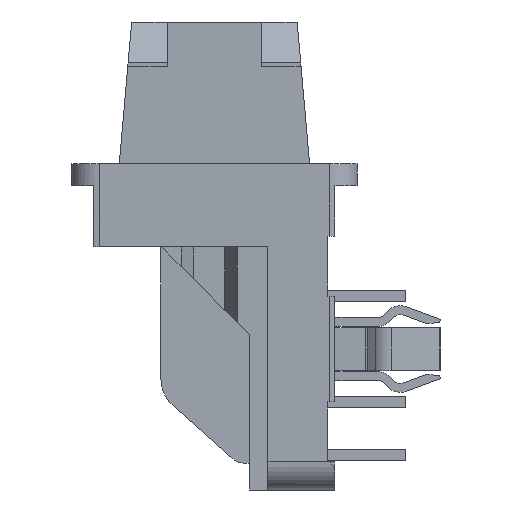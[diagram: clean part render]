
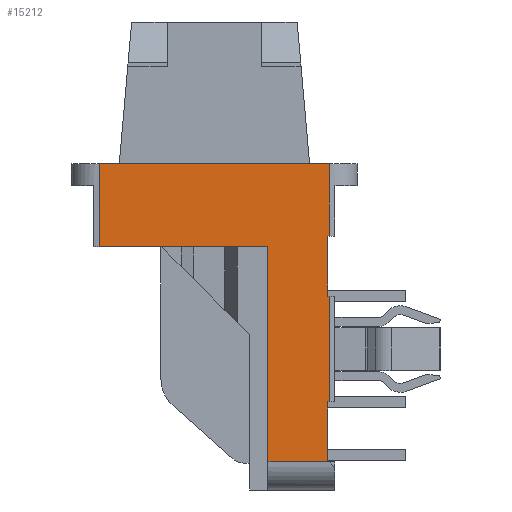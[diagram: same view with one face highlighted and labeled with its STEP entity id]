
A CAD part, left-side view. The second image highlights one B-rep face of the part: STEP entity #15212.
In plain terms, the highlighted planar face has unit normal (-1, 0, 0).
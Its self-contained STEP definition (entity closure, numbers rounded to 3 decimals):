
#72=DIRECTION('',(0.,1.,0.));
#73=VECTOR('',#72,6.071);
#74=CARTESIAN_POINT('',(-31.941,-1.93,-8.001));
#75=LINE('',#74,#73);
#76=DIRECTION('',(0.,0.,1.));
#77=VECTOR('',#76,2.997);
#78=CARTESIAN_POINT('',(-31.941,4.14,-8.001));
#79=LINE('',#78,#77);
#80=DIRECTION('',(0.,-1.,0.));
#81=VECTOR('',#80,8.28);
#82=CARTESIAN_POINT('',(-31.941,4.14,-5.004));
#83=LINE('',#82,#81);
#84=DIRECTION('',(0.,0.,1.));
#85=VECTOR('',#84,2.616);
#86=CARTESIAN_POINT('',(-31.941,-4.14,-7.62));
#87=LINE('',#86,#85);
#88=DIRECTION('',(0.,-1.,0.));
#89=VECTOR('',#88,0.051);
#90=CARTESIAN_POINT('',(-31.941,-4.089,-7.62));
#91=LINE('',#90,#89);
#92=DIRECTION('',(0.,0.,1.));
#93=VECTOR('',#92,2.159);
#94=CARTESIAN_POINT('',(-31.941,-4.089,-9.779));
#95=LINE('',#94,#93);
#96=DIRECTION('',(0.,1.,0.));
#97=VECTOR('',#96,0.051);
#98=CARTESIAN_POINT('',(-31.941,-4.14,-9.779));
#99=LINE('',#98,#97);
#100=DIRECTION('',(0.,0.,1.));
#101=VECTOR('',#100,3.81);
#102=CARTESIAN_POINT('',(-31.941,-4.14,-13.589));
#103=LINE('',#102,#101);
#104=DIRECTION('',(0.,-1.,0.));
#105=VECTOR('',#104,0.051);
#106=CARTESIAN_POINT('',(-31.941,-4.089,-13.589));
#107=LINE('',#106,#105);
#108=DIRECTION('',(0.,0.,1.));
#109=VECTOR('',#108,2.159);
#110=CARTESIAN_POINT('',(-31.941,-4.089,-15.748));
#111=LINE('',#110,#109);
#137=DIRECTION('',(0.,1.,0.));
#138=VECTOR('',#137,2.159);
#139=CARTESIAN_POINT('',(-31.941,-4.089,-15.748));
#140=LINE('',#139,#138);
#2516=DIRECTION('',(0.,0.,1.));
#2517=VECTOR('',#2516,7.747);
#2518=CARTESIAN_POINT('',(-31.941,-1.93,-15.748));
#2519=LINE('',#2518,#2517);
#11692=CARTESIAN_POINT('',(-31.941,-1.93,-8.001));
#11694=VERTEX_POINT('',#11692);
#11746=CARTESIAN_POINT('',(-31.941,4.14,-8.001));
#11747=CARTESIAN_POINT('',(-31.941,4.14,-5.004));
#11748=VERTEX_POINT('',#11746);
#11749=VERTEX_POINT('',#11747);
#11770=CARTESIAN_POINT('',(-31.941,-4.14,-5.004));
#11772=VERTEX_POINT('',#11770);
#12075=CARTESIAN_POINT('',(-31.941,-1.93,-15.748));
#12076=VERTEX_POINT('',#12075);
#13721=CARTESIAN_POINT('',(-31.941,-4.089,-15.748));
#13722=CARTESIAN_POINT('',(-31.941,-4.089,-13.589));
#13723=VERTEX_POINT('',#13721);
#13724=VERTEX_POINT('',#13722);
#13725=CARTESIAN_POINT('',(-31.941,-4.089,-9.779));
#13726=CARTESIAN_POINT('',(-31.941,-4.089,-7.62));
#13727=VERTEX_POINT('',#13725);
#13728=VERTEX_POINT('',#13726);
#13765=CARTESIAN_POINT('',(-31.941,-4.14,-13.589));
#13766=CARTESIAN_POINT('',(-31.941,-4.14,-9.779));
#13767=VERTEX_POINT('',#13765);
#13768=VERTEX_POINT('',#13766);
#13769=CARTESIAN_POINT('',(-31.941,-4.14,-7.62));
#13770=VERTEX_POINT('',#13769);
#15181=CARTESIAN_POINT('',(-31.941,0.,0.));
#15182=DIRECTION('',(1.,0.,0.));
#15183=DIRECTION('',(0.,-1.,0.));
#15184=AXIS2_PLACEMENT_3D('',#15181,#15182,#15183);
#15185=PLANE('',#15184);
#15187=ORIENTED_EDGE('',*,*,#15186,.T.);
#15189=ORIENTED_EDGE('',*,*,#15188,.T.);
#15191=ORIENTED_EDGE('',*,*,#15190,.T.);
#15193=ORIENTED_EDGE('',*,*,#15192,.T.);
#15195=ORIENTED_EDGE('',*,*,#15194,.T.);
#15197=ORIENTED_EDGE('',*,*,#15196,.F.);
#15199=ORIENTED_EDGE('',*,*,#15198,.F.);
#15201=ORIENTED_EDGE('',*,*,#15200,.F.);
#15203=ORIENTED_EDGE('',*,*,#15202,.F.);
#15205=ORIENTED_EDGE('',*,*,#15204,.F.);
#15207=ORIENTED_EDGE('',*,*,#15206,.F.);
#15209=ORIENTED_EDGE('',*,*,#15208,.F.);
#15210=EDGE_LOOP('',(#15187,#15189,#15191,#15193,#15195,#15197,#15199,#15201,
#15203,#15205,#15207,#15209));
#15211=FACE_OUTER_BOUND('',#15210,.F.);
#15212=ADVANCED_FACE('',(#15211),#15185,.F.);
#15186=EDGE_CURVE('',#13723,#12076,#140,.T.);
#15188=EDGE_CURVE('',#12076,#11694,#2519,.T.);
#15190=EDGE_CURVE('',#11694,#11748,#75,.T.);
#15192=EDGE_CURVE('',#11748,#11749,#79,.T.);
#15194=EDGE_CURVE('',#11749,#11772,#83,.T.);
#15196=EDGE_CURVE('',#13770,#11772,#87,.T.);
#15198=EDGE_CURVE('',#13728,#13770,#91,.T.);
#15200=EDGE_CURVE('',#13727,#13728,#95,.T.);
#15202=EDGE_CURVE('',#13768,#13727,#99,.T.);
#15204=EDGE_CURVE('',#13767,#13768,#103,.T.);
#15206=EDGE_CURVE('',#13724,#13767,#107,.T.);
#15208=EDGE_CURVE('',#13723,#13724,#111,.T.);
